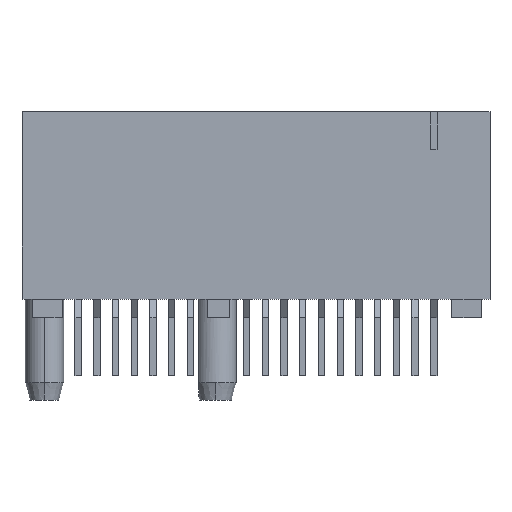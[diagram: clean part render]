
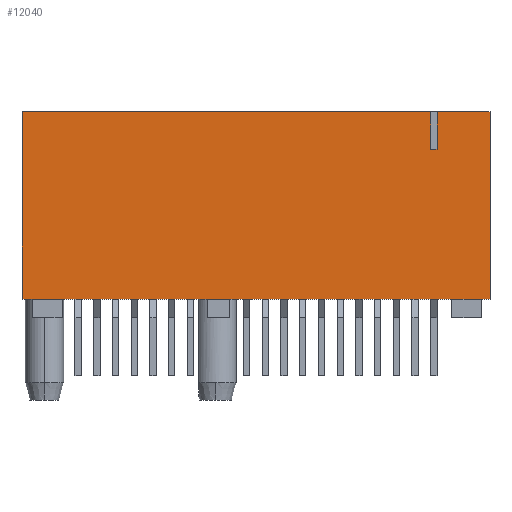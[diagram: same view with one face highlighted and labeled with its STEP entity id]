
A CAD part, front view. The second image highlights one B-rep face of the part: STEP entity #12040.
In plain terms, the highlighted planar face has unit normal (0, -1, 0).
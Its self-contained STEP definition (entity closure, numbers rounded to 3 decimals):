
#26=DIRECTION('',(0.,0.,-1.));
#27=VECTOR('',#26,10.);
#28=CARTESIAN_POINT('',(-12.5,-3.7,0.));
#29=LINE('',#28,#27);
#30=DIRECTION('',(1.,0.,0.));
#31=VECTOR('',#30,25.);
#32=CARTESIAN_POINT('',(-12.5,-3.7,-10.));
#33=LINE('',#32,#31);
#727=DIRECTION('',(0.,0.,-1.));
#728=VECTOR('',#727,2.);
#729=CARTESIAN_POINT('',(9.33,-3.7,0.));
#730=LINE('',#729,#728);
#731=DIRECTION('',(1.,0.,0.));
#732=VECTOR('',#731,0.34);
#733=CARTESIAN_POINT('',(9.33,-3.7,-2.));
#734=LINE('',#733,#732);
#735=DIRECTION('',(0.,0.,-1.));
#736=VECTOR('',#735,2.);
#737=CARTESIAN_POINT('',(9.67,-3.7,0.));
#738=LINE('',#737,#736);
#739=DIRECTION('',(1.,0.,0.));
#740=VECTOR('',#739,2.83);
#741=CARTESIAN_POINT('',(9.67,-3.7,0.));
#742=LINE('',#741,#740);
#743=DIRECTION('',(1.,0.,0.));
#744=VECTOR('',#743,21.83);
#745=CARTESIAN_POINT('',(-12.5,-3.7,0.));
#746=LINE('',#745,#744);
#6363=DIRECTION('',(0.,0.,-1.));
#6364=VECTOR('',#6363,10.);
#6365=CARTESIAN_POINT('',(12.5,-3.7,0.));
#6366=LINE('',#6365,#6364);
#8714=CARTESIAN_POINT('',(-12.5,-3.7,-10.));
#8716=VERTEX_POINT('',#8714);
#8726=CARTESIAN_POINT('',(-12.5,-3.7,0.));
#8727=VERTEX_POINT('',#8726);
#8728=CARTESIAN_POINT('',(12.5,-3.7,-10.));
#8730=VERTEX_POINT('',#8728);
#8740=CARTESIAN_POINT('',(12.5,-3.7,0.));
#8741=VERTEX_POINT('',#8740);
#9334=CARTESIAN_POINT('',(9.33,-3.7,0.));
#9335=CARTESIAN_POINT('',(9.33,-3.7,-2.));
#9336=VERTEX_POINT('',#9334);
#9337=VERTEX_POINT('',#9335);
#9338=CARTESIAN_POINT('',(9.67,-3.7,-2.));
#9339=VERTEX_POINT('',#9338);
#9340=CARTESIAN_POINT('',(9.67,-3.7,0.));
#9341=VERTEX_POINT('',#9340);
#12019=CARTESIAN_POINT('',(-12.5,-3.7,0.));
#12020=DIRECTION('',(0.,-1.,0.));
#12021=DIRECTION('',(0.,0.,-1.));
#12022=AXIS2_PLACEMENT_3D('',#12019,#12020,#12021);
#12023=PLANE('',#12022);
#12025=ORIENTED_EDGE('',*,*,#12024,.T.);
#12027=ORIENTED_EDGE('',*,*,#12026,.T.);
#12029=ORIENTED_EDGE('',*,*,#12028,.F.);
#12031=ORIENTED_EDGE('',*,*,#12030,.T.);
#12033=ORIENTED_EDGE('',*,*,#12032,.T.);
#12034=ORIENTED_EDGE('',*,*,#11582,.F.);
#12035=ORIENTED_EDGE('',*,*,#11571,.F.);
#12037=ORIENTED_EDGE('',*,*,#12036,.T.);
#12038=EDGE_LOOP('',(#12025,#12027,#12029,#12031,#12033,#12034,#12035,#12037));
#12039=FACE_OUTER_BOUND('',#12038,.F.);
#11571=EDGE_CURVE('',#8727,#8716,#29,.T.);
#11582=EDGE_CURVE('',#8716,#8730,#33,.T.);
#12024=EDGE_CURVE('',#9336,#9337,#730,.T.);
#12026=EDGE_CURVE('',#9337,#9339,#734,.T.);
#12028=EDGE_CURVE('',#9341,#9339,#738,.T.);
#12030=EDGE_CURVE('',#9341,#8741,#742,.T.);
#12032=EDGE_CURVE('',#8741,#8730,#6366,.T.);
#12036=EDGE_CURVE('',#8727,#9336,#746,.T.);
#12040=ADVANCED_FACE('',(#12039),#12023,.T.);
